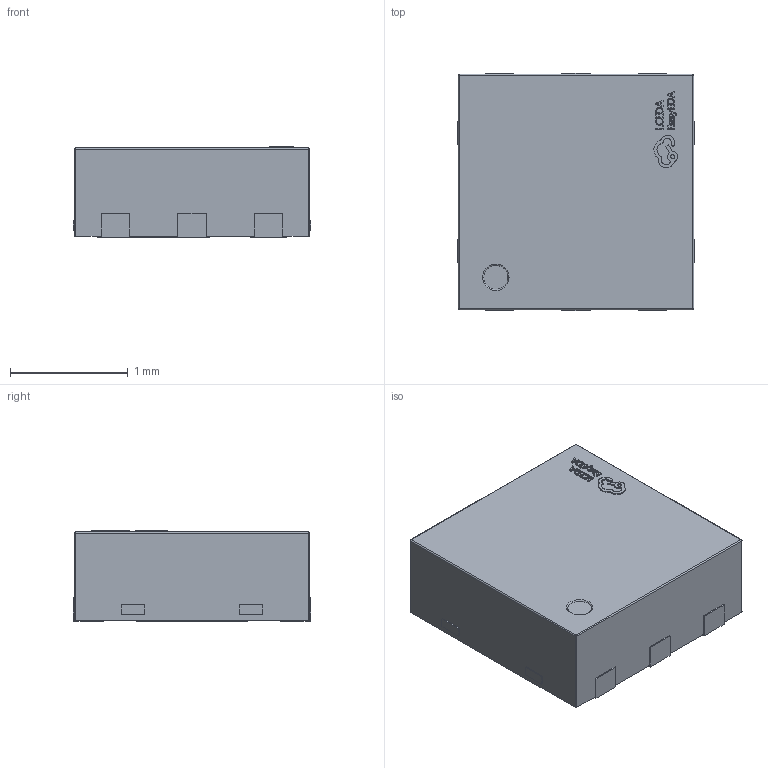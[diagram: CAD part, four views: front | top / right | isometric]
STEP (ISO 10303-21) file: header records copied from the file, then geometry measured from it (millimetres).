
FILE_DESCRIPTION (( 'STEP AP214' ), '1' );
FILE_NAME ('DFNWB-6_L2.0-W2.0-H0.8-P0.65-BL-EP_CJM1206.step', '2022-06-30T13:44:05', ( '' ), ( '' ), 'SwSTEP 2.0', 'SolidWorks 2020', '' );
FILE_SCHEMA (( 'AUTOMOTIVE_DESIGN' ));
Length unit declared in the file: millimetre
Products named in the file (1): DFNWB-6_L2.0-W2.0-H0.8-P0.65-BL-EP_CJM1206
Bounding box: 2.02 x 2.02 x 0.77 mm (x, y, z)
Volume: 3 mm3; surface area: 14.2 mm2
Topology: 1 solids, 1 shells, 407 faces, 1096 edges, 720 vertices
Faces by surface type: plane 269, bspline 112, cylinder 20, sphere 4, torus 2
Entity records: 18283 total; most frequent: CARTESIAN_POINT 4324, ORIENTED_EDGE 2184, DIRECTION 1502, EDGE_CURVE 1092, LINE 818, VECTOR 818, VERTEX_POINT 720, EDGE_LOOP 440
